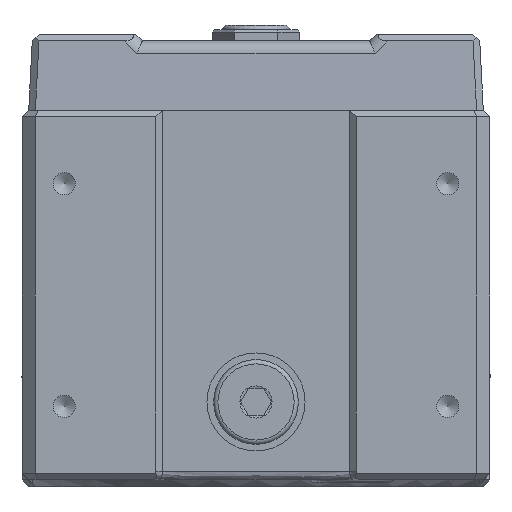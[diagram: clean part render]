
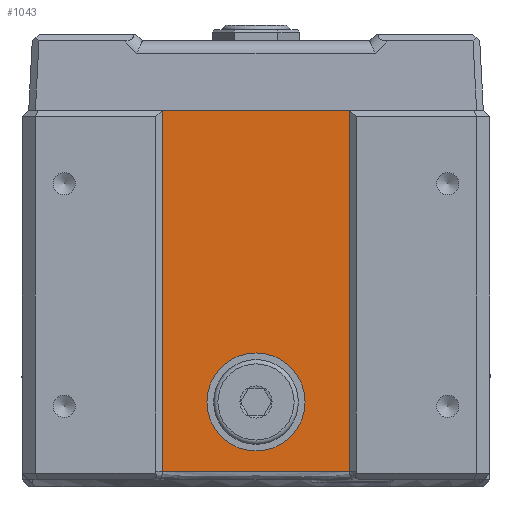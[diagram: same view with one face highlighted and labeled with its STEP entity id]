
A CAD part, front view. The second image highlights one B-rep face of the part: STEP entity #1043.
In plain terms, the highlighted planar face has unit normal (0, -1, 0).
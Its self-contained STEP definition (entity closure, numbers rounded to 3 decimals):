
#1043 = ADVANCED_FACE( '', ( #2719, #2720 ), #2721, .T. );
#2719 = FACE_OUTER_BOUND( '', #5241, .T. );
#2720 = FACE_BOUND( '', #5242, .T. );
#2721 = PLANE( '', #5243 );
#5241 = EDGE_LOOP( '', ( #8920, #8921, #8922, #8923 ) );
#5242 = EDGE_LOOP( '', ( #8924 ) );
#5243 = AXIS2_PLACEMENT_3D( '', #8925, #8926, #8927 );
#8920 = ORIENTED_EDGE( '', *, *, #13904, .F. );
#8921 = ORIENTED_EDGE( '', *, *, #13905, .T. );
#8922 = ORIENTED_EDGE( '', *, *, #13906, .F. );
#8923 = ORIENTED_EDGE( '', *, *, #13907, .F. );
#8924 = ORIENTED_EDGE( '', *, *, #13908, .F. );
#8925 = CARTESIAN_POINT( '', ( 56.344, -250.715, 0. ) );
#8926 = DIRECTION( '', ( 0., -1., 0. ) );
#8927 = DIRECTION( '', ( 0., 0., -1. ) );
#13904 = EDGE_CURVE( '', #16464, #16465, #16466, .T. );
#13905 = EDGE_CURVE( '', #16464, #16467, #16468, .T. );
#13906 = EDGE_CURVE( '', #15750, #16467, #16469, .T. );
#13907 = EDGE_CURVE( '', #16465, #15750, #16470, .T. );
#13908 = EDGE_CURVE( '', #16471, #16471, #16472, .T. );
#15750 = VERTEX_POINT( '', #19627 );
#16464 = VERTEX_POINT( '', #23025 );
#16465 = VERTEX_POINT( '', #23026 );
#16466 = B_SPLINE_CURVE_WITH_KNOTS( '', 3, ( #23027, #23028, #23029, #23030, #23031, #23032 ), .UNSPECIFIED., .F., .F., ( 4, 2, 4 ), ( 174.164, 195.164, 216.164 ), .UNSPECIFIED. );
#16467 = VERTEX_POINT( '', #23033 );
#16468 = LINE( '', #23034, #23035 );
#16469 = LINE( '', #23036, #23037 );
#16470 = LINE( '', #23038, #23039 );
#16471 = VERTEX_POINT( '', #23040 );
#16472 = CIRCLE( '', #23041, 11. );
#19627 = CARTESIAN_POINT( '', ( 14.344, -250.715, 84.5 ) );
#23025 = CARTESIAN_POINT( '', ( 56.344, -250.715, 3.5 ) );
#23026 = CARTESIAN_POINT( '', ( 14.344, -250.715, 3.5 ) );
#23027 = CARTESIAN_POINT( '', ( 56.344, -250.715, 3.5 ) );
#23028 = CARTESIAN_POINT( '', ( 49.344, -250.715, 3.5 ) );
#23029 = CARTESIAN_POINT( '', ( 42.344, -250.715, 3.5 ) );
#23030 = CARTESIAN_POINT( '', ( 28.344, -250.715, 3.5 ) );
#23031 = CARTESIAN_POINT( '', ( 21.344, -250.715, 3.5 ) );
#23032 = CARTESIAN_POINT( '', ( 14.344, -250.715, 3.5 ) );
#23033 = CARTESIAN_POINT( '', ( 56.344, -250.715, 84.5 ) );
#23034 = CARTESIAN_POINT( '', ( 56.344, -250.715, 0. ) );
#23035 = VECTOR( '', #31161, 1000. );
#23036 = CARTESIAN_POINT( '', ( 0., -250.715, 84.5 ) );
#23037 = VECTOR( '', #31162, 1000. );
#23038 = CARTESIAN_POINT( '', ( 14.344, -250.715, 0. ) );
#23039 = VECTOR( '', #31163, 1000. );
#23040 = CARTESIAN_POINT( '', ( 46.344, -250.715, 19. ) );
#23041 = AXIS2_PLACEMENT_3D( '', #31164, #31165, #31166 );
#31161 = DIRECTION( '', ( 0., 0., 1. ) );
#31162 = DIRECTION( '', ( 1., 0., 0. ) );
#31163 = DIRECTION( '', ( 0., 0., 1. ) );
#31164 = CARTESIAN_POINT( '', ( 35.344, -250.715, 19. ) );
#31165 = DIRECTION( '', ( 0., -1., 0. ) );
#31166 = DIRECTION( '', ( 1., 0., 0. ) );
